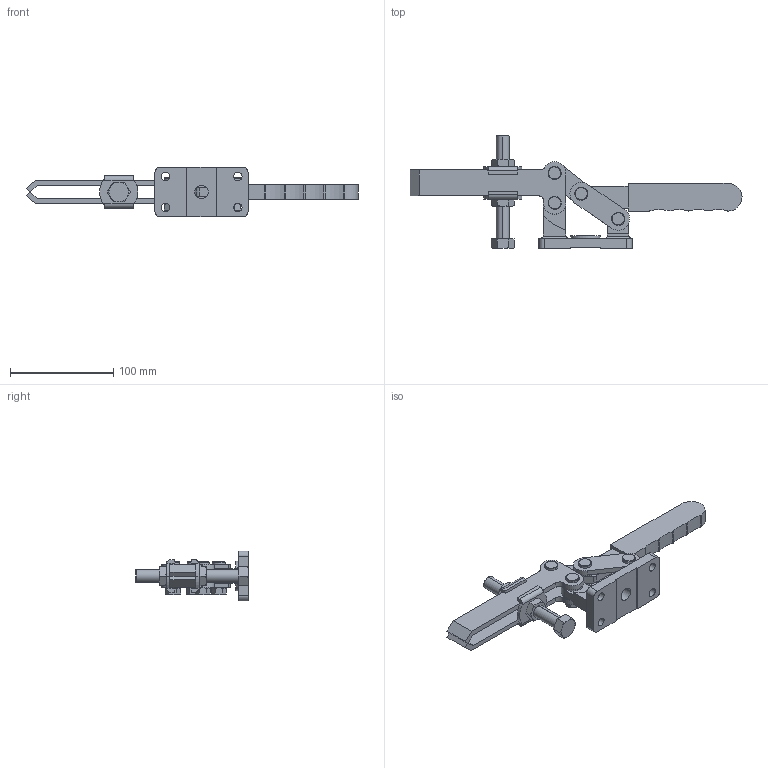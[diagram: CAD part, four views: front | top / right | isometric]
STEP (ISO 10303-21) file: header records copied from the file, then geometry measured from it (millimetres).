
FILE_DESCRIPTION (( 'STEP AP214' ), '1' );
FILE_NAME ('GH-204-GL(Â²¤Æ)-1.STEP', '2020-07-15T05:08:58', ( 'LinWei' ), ( '' ), 'SwSTEP 2.0', 'SolidWorks 2016', '' );
FILE_SCHEMA (( 'AUTOMOTIVE_DESIGN' ));
Length unit declared in the file: millimetre
Products named in the file (6): GH-204-GL(簡化)-1; Group1^GH-204-GL(簡化); 2204G13-1^GH-204-GL(簡化)-1; Group5^GH-204-GL(簡化)-1; Group1^GH-204-GL(簡化)-1; Group2^GH-204-GL(簡化)-1
Assembly tree (5 placements, depth 2):
  GH-204-GL(簡化)-1
    Group2^GH-204-GL(簡化)-1
    Group1^GH-204-GL(簡化)-1
    Group5^GH-204-GL(簡化)-1
    2204G13-1^GH-204-GL(簡化)-1
    Group1^GH-204-GL(簡化)
Bounding box: 321 x 109.25 x 48 mm (x, y, z)
Volume: 175027.2 mm3; surface area: 76076.8 mm2
Topology: 4 solids, 6 shells, 365 faces, 866 edges, 542 vertices
Faces by surface type: plane 151, cylinder 120, cone 94
Entity records: 12911 total; most frequent: CARTESIAN_POINT 2694, DIRECTION 1752, ORIENTED_EDGE 1732, EDGE_CURVE 866, AXIS2_PLACEMENT_3D 692, VERTEX_POINT 542, EDGE_LOOP 418, VECTOR 368
